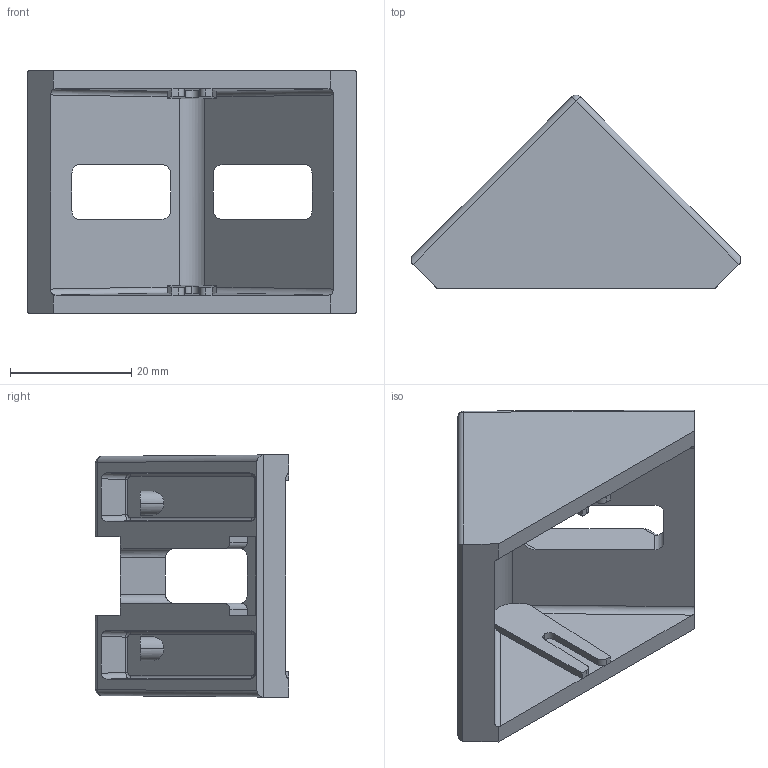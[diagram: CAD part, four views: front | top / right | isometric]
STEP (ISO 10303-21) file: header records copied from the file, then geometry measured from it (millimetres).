
FILE_DESCRIPTION (( 'STEP AP214' ), '1' );
FILE_NAME ('093w402r.STEP', '2014-08-20T13:28:00', ( '' ), ( '' ), 'SwSTEP 2.0', 'SolidWorks 2014', '' );
FILE_SCHEMA (( 'AUTOMOTIVE_DESIGN' ));
Length unit declared in the file: millimetre
Products named in the file (1): 093w402r
Bounding box: 54.15 x 31.9 x 40 mm (x, y, z)
Volume: 14756.2 mm3; surface area: 9910.1 mm2
Topology: 1 solids, 1 shells, 169 faces, 441 edges, 278 vertices
Faces by surface type: plane 83, cylinder 68, bspline 16, sphere 2
Entity records: 5327 total; most frequent: CARTESIAN_POINT 1473, ORIENTED_EDGE 874, DIRECTION 717, EDGE_CURVE 437, VERTEX_POINT 276, VECTOR 265, LINE 265, AXIS2_PLACEMENT_3D 226
